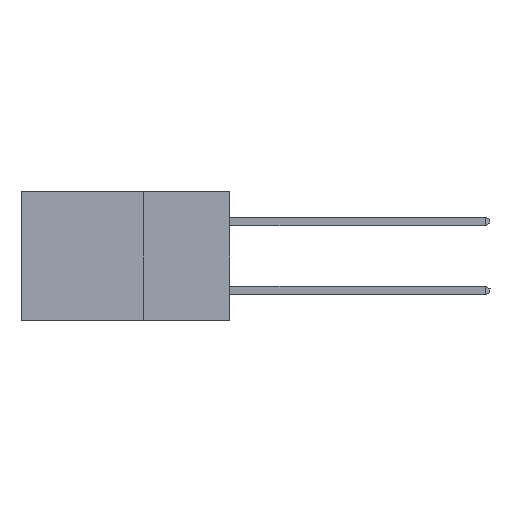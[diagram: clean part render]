
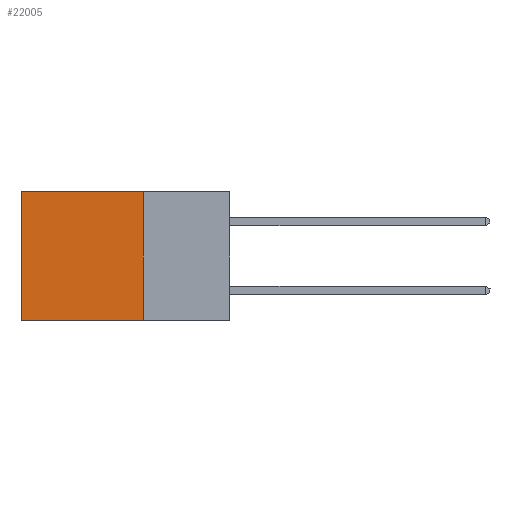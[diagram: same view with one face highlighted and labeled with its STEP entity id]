
A CAD part, left-side view. The second image highlights one B-rep face of the part: STEP entity #22005.
In plain terms, the highlighted planar face has unit normal (-1, 0, 0).
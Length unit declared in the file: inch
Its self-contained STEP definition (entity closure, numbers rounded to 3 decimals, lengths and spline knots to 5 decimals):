
#641 = LINE ( 'NONE', #16642, #19184 ) ;
#1422 = FACE_OUTER_BOUND ( 'NONE', #12091, .T. ) ;
#1769 = ORIENTED_EDGE ( 'NONE', *, *, #8359, .T. ) ;
#2661 = PLANE ( 'NONE',  #22311 ) ;
#3330 = ORIENTED_EDGE ( 'NONE', *, *, #16162, .F. ) ;
#3477 = LINE ( 'NONE', #15736, #17158 ) ;
#4210 = VERTEX_POINT ( 'NONE', #6923 ) ;
#6733 = EDGE_CURVE ( 'NONE', #4210, #21589, #641, .T. ) ;
#6923 = CARTESIAN_POINT ( 'NONE',  ( 0.2615, 0.25, 0. ) ) ;
#8359 = EDGE_CURVE ( 'NONE', #4210, #21255, #9365, .T. ) ;
#9329 = DIRECTION ( 'NONE',  ( 0., 1., 0. ) ) ;
#9365 = LINE ( 'NONE', #19998, #18817 ) ;
#9860 = DIRECTION ( 'NONE',  ( 0., 0., -1. ) ) ;
#10433 = DIRECTION ( 'NONE',  ( 0., 1., 0. ) ) ;
#10962 = ORIENTED_EDGE ( 'NONE', *, *, #11750, .T. ) ;
#11060 = ORIENTED_EDGE ( 'NONE', *, *, #6733, .F. ) ;
#11193 = CARTESIAN_POINT ( 'NONE',  ( 0.2615, 0.6, -0.37 ) ) ;
#11750 = EDGE_CURVE ( 'NONE', #21255, #17448, #17010, .T. ) ;
#12091 = EDGE_LOOP ( 'NONE', ( #10962, #3330, #11060, #1769 ) ) ;
#12820 = CARTESIAN_POINT ( 'NONE',  ( 0.2615, 0.6, -0.37 ) ) ;
#13409 = CARTESIAN_POINT ( 'NONE',  ( 0.2615, 0.25, -0.37 ) ) ;
#15736 = CARTESIAN_POINT ( 'NONE',  ( 0.2615, 0.25, -0.37 ) ) ;
#15897 = CARTESIAN_POINT ( 'NONE',  ( 0.2615, 0.25, -0.37 ) ) ;
#16162 = EDGE_CURVE ( 'NONE', #21589, #17448, #3477, .T. ) ;
#16642 = CARTESIAN_POINT ( 'NONE',  ( 0.2615, 0.25, -0.37 ) ) ;
#16828 = CARTESIAN_POINT ( 'NONE',  ( 0.2615, 0.6, 0. ) ) ;
#17010 = LINE ( 'NONE', #11193, #21246 ) ;
#17158 = VECTOR ( 'NONE', #10433, 39.37008 ) ;
#17448 = VERTEX_POINT ( 'NONE', #12820 ) ;
#18817 = VECTOR ( 'NONE', #9329, 39.37008 ) ;
#19184 = VECTOR ( 'NONE', #22047, 39.37008 ) ;
#19998 = CARTESIAN_POINT ( 'NONE',  ( 0.2615, 0.25, 0. ) ) ;
#20078 = DIRECTION ( 'NONE',  ( 0., 0., -1. ) ) ;
#20590 = DIRECTION ( 'NONE',  ( 1., 0., 0. ) ) ;
#21246 = VECTOR ( 'NONE', #20078, 39.37008 ) ;
#21255 = VERTEX_POINT ( 'NONE', #16828 ) ;
#21589 = VERTEX_POINT ( 'NONE', #15897 ) ;
#22005 = ADVANCED_FACE ( 'NONE', ( #1422 ), #2661, .F. ) ;
#22047 = DIRECTION ( 'NONE',  ( 0., 0., -1. ) ) ;
#22311 = AXIS2_PLACEMENT_3D ( 'NONE', #13409, #20590, #9860 ) ;
